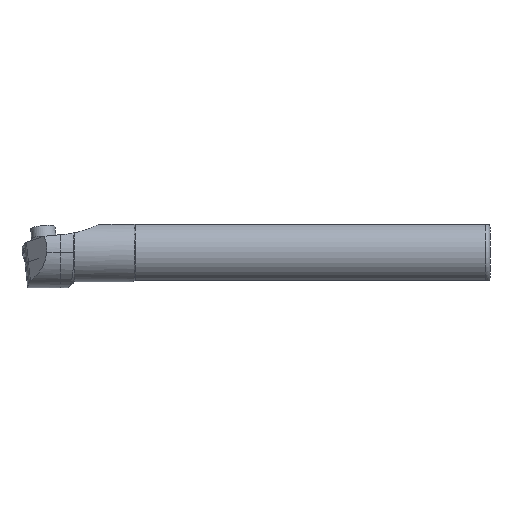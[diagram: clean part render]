
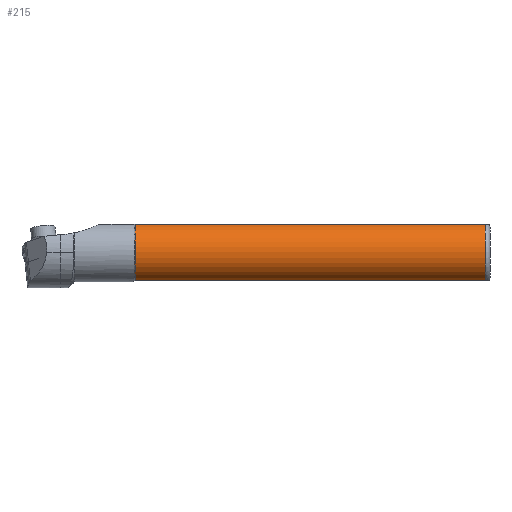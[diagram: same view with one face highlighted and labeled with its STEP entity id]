
A CAD part, front view. The second image highlights one B-rep face of the part: STEP entity #215.
In plain terms, the highlighted cylindrical face has radius 16 mm (diameter 32 mm), a partial arc.
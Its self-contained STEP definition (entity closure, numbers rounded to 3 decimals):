
#134=CYLINDRICAL_SURFACE('',#1323,16.);
#215=ADVANCED_FACE('',(#315),#134,.T.);
#315=FACE_OUTER_BOUND('',#384,.T.);
#384=EDGE_LOOP('',(#713,#714,#715,#716));
#450=LINE('',#2247,#537);
#453=LINE('',#2303,#540);
#537=VECTOR('',#1485,1.);
#540=VECTOR('',#1506,1.);
#713=ORIENTED_EDGE('',*,*,#1130,.F.);
#714=ORIENTED_EDGE('',*,*,#1138,.F.);
#715=ORIENTED_EDGE('',*,*,#1142,.F.);
#716=ORIENTED_EDGE('',*,*,#1139,.T.);
#1003=VERTEX_POINT('',#2246);
#1004=VERTEX_POINT('',#2248);
#1009=VERTEX_POINT('',#2281);
#1010=VERTEX_POINT('',#2285);
#1130=EDGE_CURVE('',#1003,#1004,#450,.T.);
#1138=EDGE_CURVE('',#1009,#1003,#1253,.T.);
#1139=EDGE_CURVE('',#1010,#1004,#1254,.T.);
#1142=EDGE_CURVE('',#1010,#1009,#453,.T.);
#1253=CIRCLE('',#1318,16.);
#1254=CIRCLE('',#1320,16.);
#1318=AXIS2_PLACEMENT_3D('',#2282,#1496,#1497);
#1320=AXIS2_PLACEMENT_3D('',#2284,#1500,#1501);
#1323=AXIS2_PLACEMENT_3D('',#2304,#1507,#1508);
#1485=DIRECTION('',(1.,0.,0.));
#1496=DIRECTION('',(-1.,0.,0.));
#1497=DIRECTION('',(0.,0.,1.));
#1500=DIRECTION('',(-1.,0.,0.));
#1501=DIRECTION('',(0.,0.,1.));
#1506=DIRECTION('',(-1.,0.,0.));
#1507=DIRECTION('',(-1.,0.,0.));
#1508=DIRECTION('',(0.,0.,1.));
#2246=CARTESIAN_POINT('',(60.536,-5.568,15.));
#2247=CARTESIAN_POINT('',(0.,-5.568,15.));
#2248=CARTESIAN_POINT('',(247.5,-5.568,15.));
#2281=CARTESIAN_POINT('',(60.536,-5.568,-15.));
#2282=CARTESIAN_POINT('',(60.536,0.,0.));
#2284=CARTESIAN_POINT('',(247.5,0.,0.));
#2285=CARTESIAN_POINT('',(247.5,-5.568,-15.));
#2303=CARTESIAN_POINT('',(0.,-5.568,-15.));
#2304=CARTESIAN_POINT('',(0.,0.,0.));
